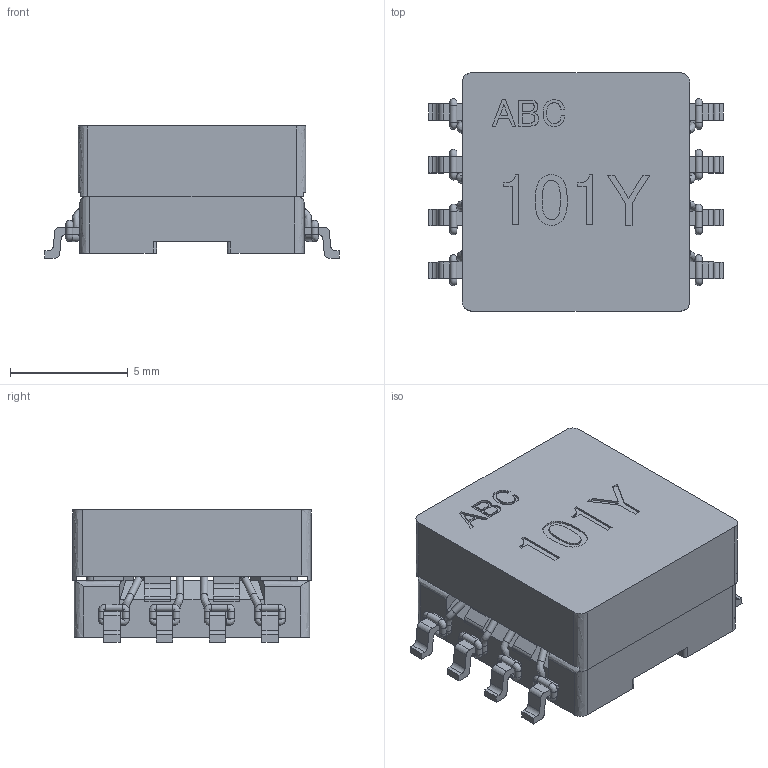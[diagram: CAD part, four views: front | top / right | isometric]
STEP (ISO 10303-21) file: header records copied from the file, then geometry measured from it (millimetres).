
FILE_DESCRIPTION( ('This file contains a STEP AP42 implementation' ,'as created by ZW3D STEP Interface translator.') ,'2;1' );
FILE_NAME( 'SF1306-2(101).stp' ,'14 925.114110', (''), ('ZWCAD Software Co.'), 'Version 1.0', 'ZW3D to STEP translator', '' );
FILE_SCHEMA( ('CONFIG_CONTROL_DESIGN') );
Length unit declared in the file: millimetre
Products named in the file (1): 0
Bounding box: 12.5 x 10.1 x 5.6 mm (x, y, z)
Volume: 285.1 mm3; surface area: 924.9 mm2
Topology: 28 solids, 36 shells, 503 faces, 1249 edges, 818 vertices
Faces by surface type: bspline 503
Entity records: 29678 total; most frequent: CARTESIAN_POINT 22224, ORIENTED_EDGE 2490, EDGE_CURVE 1249, B_SPLINE_CURVE_WITH_KNOTS 959, VERTEX_POINT 818, EDGE_LOOP 515, FACE_OUTER_BOUND 503, ADVANCED_FACE 503
